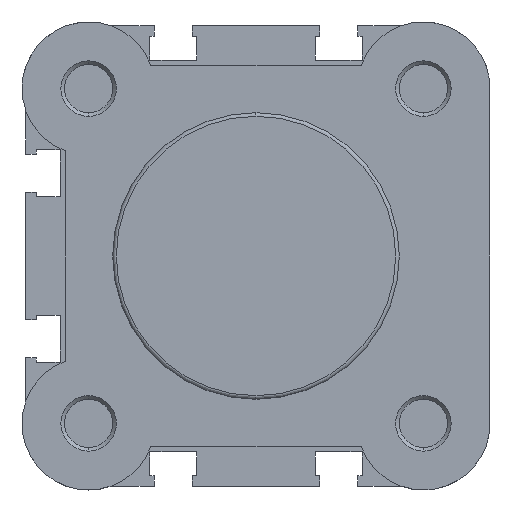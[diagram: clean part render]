
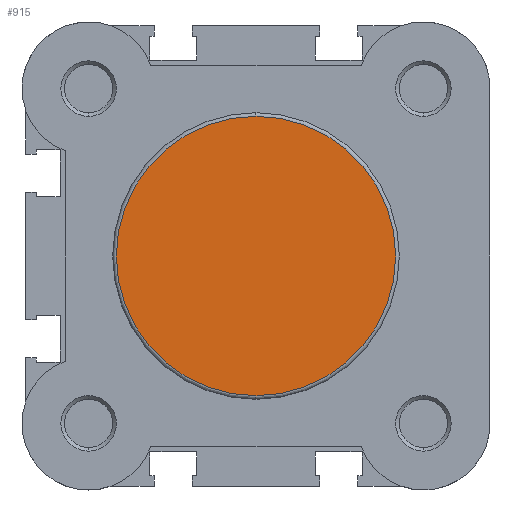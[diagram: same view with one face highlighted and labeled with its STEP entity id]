
A CAD part, left-side view. The second image highlights one B-rep face of the part: STEP entity #915.
In plain terms, the highlighted planar face has unit normal (-1, 0, 0).
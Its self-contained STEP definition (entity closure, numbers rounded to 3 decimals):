
#54 = VERTEX_POINT ( 'NONE', #277 ) ;
#55 = VERTEX_POINT ( 'NONE', #278 ) ;
#277 = CARTESIAN_POINT ( 'NONE',  ( 0., 0., -19.4 ) ) ;
#278 = CARTESIAN_POINT ( 'NONE',  ( 0., 0., 19.4 ) ) ;
#519 = AXIS2_PLACEMENT_3D ( 'NONE', #5216, #5223, #5224 ) ;
#915 = ADVANCED_FACE ( 'NONE', ( #2734 ), #3774, .F. ) ;
#1173 = EDGE_CURVE ( 'NONE', #55, #54, #4478, .T. ) ;
#1233 = EDGE_CURVE ( 'NONE', #54, #55, #4562, .T. ) ;
#1649 = AXIS2_PLACEMENT_3D ( 'NONE', #3773, #3775, #3776 ) ;
#1760 = AXIS2_PLACEMENT_3D ( 'NONE', #5068, #5069, #5070 ) ;
#1868 = ORIENTED_EDGE ( 'NONE', *, *, #1173, .T. ) ;
#1994 = ORIENTED_EDGE ( 'NONE', *, *, #1233, .T. ) ;
#2734 = FACE_OUTER_BOUND ( 'NONE', #6136, .T. ) ;
#3773 = CARTESIAN_POINT ( 'NONE',  ( 0., 19.9, 0. ) ) ;
#3774 = PLANE ( 'NONE',  #1649 ) ;
#3775 = DIRECTION ( 'NONE',  ( 1., 0., 0. ) ) ;
#3776 = DIRECTION ( 'NONE',  ( 0., 0., -1. ) ) ;
#4478 = CIRCLE ( 'NONE', #1760, 19.4 ) ;
#4562 = CIRCLE ( 'NONE', #519, 19.4 ) ;
#5068 = CARTESIAN_POINT ( 'NONE',  ( 0., 0., 0. ) ) ;
#5069 = DIRECTION ( 'NONE',  ( -1., 0., 0. ) ) ;
#5070 = DIRECTION ( 'NONE',  ( 0., 0., -1. ) ) ;
#5216 = CARTESIAN_POINT ( 'NONE',  ( 0., 0., 0. ) ) ;
#5223 = DIRECTION ( 'NONE',  ( -1., 0., 0. ) ) ;
#5224 = DIRECTION ( 'NONE',  ( 0., 0., -1. ) ) ;
#6136 = EDGE_LOOP ( 'NONE', ( #1994, #1868 ) ) ;
